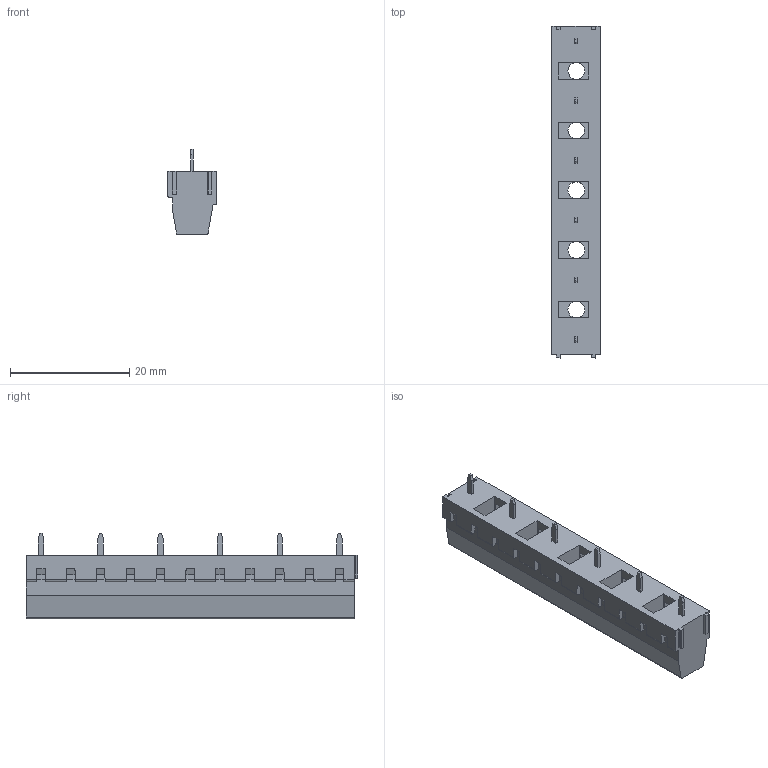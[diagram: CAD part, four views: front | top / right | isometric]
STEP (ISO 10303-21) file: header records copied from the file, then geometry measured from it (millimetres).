
FILE_DESCRIPTION( ( 'STEP AP214' ), '1' );
FILE_NAME( 'MV156-10-V.stp', ' ', ( ' ' ), ( ' ' ), 'PSStep 14.0', 'VISI 19.0', ' ' );
FILE_SCHEMA( ( 'AUTOMOTIVE_DESIGN { 1 0 10303 214 1 1 1 1 }' ) );
Length unit declared in the file: millimetre
Products named in the file (1): 1
Bounding box: 8.1 x 55.6 x 14.31 mm (x, y, z)
Volume: 3095 mm3; surface area: 3321.1 mm2
Topology: 1 solids, 1 shells, 404 faces, 1151 edges, 767 vertices
Faces by surface type: plane 357, cylinder 47
Full cylindrical faces by diameter (mm): 2.8 x5, 3.8 x11
Entity records: 16071 total; most frequent: CARTESIAN_POINT 2363, ORIENTED_EDGE 2238, DIRECTION 2002, EDGE_CURVE 1119, LINE 1002, VECTOR 1002, VERTEX_POINT 751, AXIS2_PLACEMENT_3D 500
